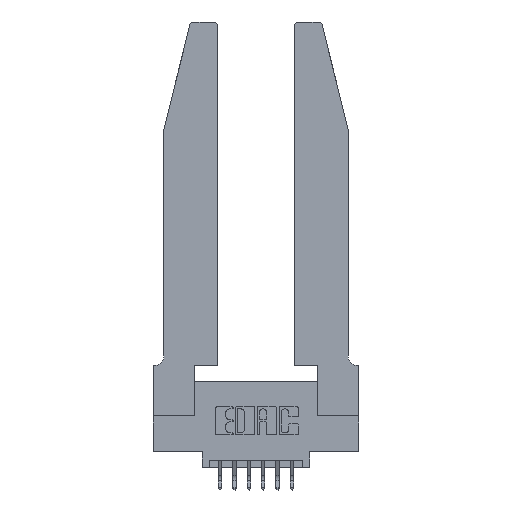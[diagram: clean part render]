
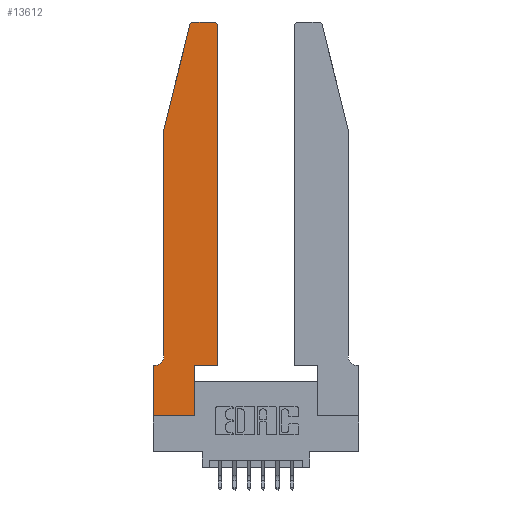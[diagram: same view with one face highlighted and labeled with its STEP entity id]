
A CAD part, top view. The second image highlights one B-rep face of the part: STEP entity #13612.
In plain terms, the highlighted planar face has unit normal (0, 0, 1).
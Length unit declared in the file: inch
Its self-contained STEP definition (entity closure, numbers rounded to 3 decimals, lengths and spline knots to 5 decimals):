
#44 = DIRECTION ( 'NONE',  ( 0., 1., 0. ) ) ;
#231 = VERTEX_POINT ( 'NONE', #6079 ) ;
#585 = DIRECTION ( 'NONE',  ( -1., 0., 0. ) ) ;
#796 = CARTESIAN_POINT ( 'NONE',  ( 0.2865, 0., 0.37 ) ) ;
#839 = VERTEX_POINT ( 'NONE', #14398 ) ;
#1148 = VERTEX_POINT ( 'NONE', #2527 ) ;
#1305 = ORIENTED_EDGE ( 'NONE', *, *, #2846, .T. ) ;
#1483 = DIRECTION ( 'NONE',  ( 0., 1., 0. ) ) ;
#1557 = EDGE_CURVE ( 'NONE', #6737, #4702, #8743, .T. ) ;
#1666 = LINE ( 'NONE', #7068, #12979 ) ;
#1694 = DIRECTION ( 'NONE',  ( 0., -1., 0. ) ) ;
#1696 = CARTESIAN_POINT ( 'NONE',  ( 0.4205, 2.72, 0.37 ) ) ;
#1797 = CARTESIAN_POINT ( 'NONE',  ( 0.4505, 2.72, 0.37 ) ) ;
#1930 = CARTESIAN_POINT ( 'NONE',  ( 0.4505, 0.35, 0.37 ) ) ;
#2117 = ORIENTED_EDGE ( 'NONE', *, *, #10609, .T. ) ;
#2527 = CARTESIAN_POINT ( 'NONE',  ( 0.4505, 0.35, 0.37 ) ) ;
#2701 = DIRECTION ( 'NONE',  ( -1., 0., 0. ) ) ;
#2786 = DIRECTION ( 'NONE',  ( 0., 0., 1. ) ) ;
#2843 = AXIS2_PLACEMENT_3D ( 'NONE', #4244, #5370, #11963 ) ;
#2846 = EDGE_CURVE ( 'NONE', #10105, #10864, #3915, .T. ) ;
#3211 = LINE ( 'NONE', #7030, #12058 ) ;
#3261 = DIRECTION ( 'NONE',  ( 1., 0., 0. ) ) ;
#3619 = ORIENTED_EDGE ( 'NONE', *, *, #8361, .T. ) ;
#3915 = CIRCLE ( 'NONE', #6607, 0.03 ) ;
#4051 = EDGE_CURVE ( 'NONE', #10864, #9922, #1666, .T. ) ;
#4244 = CARTESIAN_POINT ( 'NONE',  ( 0., 0.35, 0.37 ) ) ;
#4324 = FACE_OUTER_BOUND ( 'NONE', #7437, .T. ) ;
#4352 = VECTOR ( 'NONE', #1694, 39.37008 ) ;
#4615 = CARTESIAN_POINT ( 'NONE',  ( 0., 0., 0.37 ) ) ;
#4702 = VERTEX_POINT ( 'NONE', #9207 ) ;
#4902 = VECTOR ( 'NONE', #585, 39.37008 ) ;
#4908 = DIRECTION ( 'NONE',  ( 0., 0., -1. ) ) ;
#4971 = ORIENTED_EDGE ( 'NONE', *, *, #13923, .T. ) ;
#5036 = CARTESIAN_POINT ( 'NONE',  ( 0.284, 2.75, 0.37 ) ) ;
#5308 = ORIENTED_EDGE ( 'NONE', *, *, #1557, .T. ) ;
#5370 = DIRECTION ( 'NONE',  ( 0., 0., 1. ) ) ;
#5582 = VERTEX_POINT ( 'NONE', #11031 ) ;
#5822 = VERTEX_POINT ( 'NONE', #5855 ) ;
#5855 = CARTESIAN_POINT ( 'NONE',  ( 0.0055, 0.35, 0.37 ) ) ;
#5869 = LINE ( 'NONE', #13592, #13880 ) ;
#6079 = CARTESIAN_POINT ( 'NONE',  ( 0.0755, 2., 0.37 ) ) ;
#6444 = ORIENTED_EDGE ( 'NONE', *, *, #8975, .T. ) ;
#6607 = AXIS2_PLACEMENT_3D ( 'NONE', #1696, #2786, #9668 ) ;
#6737 = VERTEX_POINT ( 'NONE', #796 ) ;
#6778 = LINE ( 'NONE', #8203, #11348 ) ;
#6850 = EDGE_CURVE ( 'NONE', #1148, #10105, #5869, .T. ) ;
#6858 = LINE ( 'NONE', #1930, #14682 ) ;
#7030 = CARTESIAN_POINT ( 'NONE',  ( 0.0755, 2., 0.37 ) ) ;
#7068 = CARTESIAN_POINT ( 'NONE',  ( 0.2605, 2.75, 0.37 ) ) ;
#7075 = CARTESIAN_POINT ( 'NONE',  ( 0.2865, 0.35, 0.37 ) ) ;
#7175 = DIRECTION ( 'NONE',  ( -1., 0., 0. ) ) ;
#7221 = EDGE_CURVE ( 'NONE', #839, #231, #6778, .T. ) ;
#7437 = EDGE_LOOP ( 'NONE', ( #8282, #3619, #7443, #11926, #4971, #10926, #2117, #6444, #5308, #8473, #12601, #1305 ) ) ;
#7443 = ORIENTED_EDGE ( 'NONE', *, *, #7221, .T. ) ;
#7829 = EDGE_CURVE ( 'NONE', #231, #8013, #3211, .T. ) ;
#8013 = VERTEX_POINT ( 'NONE', #14270 ) ;
#8096 = CARTESIAN_POINT ( 'NONE',  ( 0.0055, 0.42, 0.37 ) ) ;
#8203 = CARTESIAN_POINT ( 'NONE',  ( 0.0755, 2., 0.37 ) ) ;
#8282 = ORIENTED_EDGE ( 'NONE', *, *, #4051, .T. ) ;
#8361 = EDGE_CURVE ( 'NONE', #9922, #839, #10278, .T. ) ;
#8457 = LINE ( 'NONE', #4615, #9357 ) ;
#8473 = ORIENTED_EDGE ( 'NONE', *, *, #10161, .T. ) ;
#8722 = DIRECTION ( 'NONE',  ( 1., 0., 0. ) ) ;
#8743 = LINE ( 'NONE', #7075, #13735 ) ;
#8805 = CIRCLE ( 'NONE', #9082, 0.07 ) ;
#8975 = EDGE_CURVE ( 'NONE', #11626, #6737, #8457, .T. ) ;
#9082 = AXIS2_PLACEMENT_3D ( 'NONE', #8096, #4908, #2701 ) ;
#9207 = CARTESIAN_POINT ( 'NONE',  ( 0.2865, 0.35, 0.37 ) ) ;
#9346 = CARTESIAN_POINT ( 'NONE',  ( 0., 0., 0.37 ) ) ;
#9357 = VECTOR ( 'NONE', #10807, 39.37008 ) ;
#9418 = DIRECTION ( 'NONE',  ( -0.239, -0.971, 0. ) ) ;
#9668 = DIRECTION ( 'NONE',  ( 1., 0., 0. ) ) ;
#9922 = VERTEX_POINT ( 'NONE', #5036 ) ;
#10105 = VERTEX_POINT ( 'NONE', #1797 ) ;
#10161 = EDGE_CURVE ( 'NONE', #4702, #1148, #6858, .T. ) ;
#10211 = LINE ( 'NONE', #10905, #4352 ) ;
#10278 = CIRCLE ( 'NONE', #11566, 0.03 ) ;
#10609 = EDGE_CURVE ( 'NONE', #5582, #11626, #10211, .T. ) ;
#10749 = CARTESIAN_POINT ( 'NONE',  ( 0.4205, 2.75, 0.37 ) ) ;
#10807 = DIRECTION ( 'NONE',  ( 1., 0., 0. ) ) ;
#10864 = VERTEX_POINT ( 'NONE', #10749 ) ;
#10905 = CARTESIAN_POINT ( 'NONE',  ( 0., 0., 0.37 ) ) ;
#10926 = ORIENTED_EDGE ( 'NONE', *, *, #13558, .T. ) ;
#11031 = CARTESIAN_POINT ( 'NONE',  ( 0., 0.35, 0.37 ) ) ;
#11348 = VECTOR ( 'NONE', #9418, 39.37008 ) ;
#11566 = AXIS2_PLACEMENT_3D ( 'NONE', #14237, #13265, #8722 ) ;
#11622 = DIRECTION ( 'NONE',  ( 0., -1., 0. ) ) ;
#11626 = VERTEX_POINT ( 'NONE', #9346 ) ;
#11855 = CARTESIAN_POINT ( 'NONE',  ( 0.0755, 0.35, 0.37 ) ) ;
#11926 = ORIENTED_EDGE ( 'NONE', *, *, #7829, .T. ) ;
#11963 = DIRECTION ( 'NONE',  ( 1., 0., 0. ) ) ;
#12058 = VECTOR ( 'NONE', #11622, 39.37008 ) ;
#12118 = PLANE ( 'NONE',  #2843 ) ;
#12601 = ORIENTED_EDGE ( 'NONE', *, *, #6850, .T. ) ;
#12979 = VECTOR ( 'NONE', #7175, 39.37008 ) ;
#13265 = DIRECTION ( 'NONE',  ( 0., 0., 1. ) ) ;
#13416 = LINE ( 'NONE', #11855, #4902 ) ;
#13558 = EDGE_CURVE ( 'NONE', #5822, #5582, #13416, .T. ) ;
#13592 = CARTESIAN_POINT ( 'NONE',  ( 0.4505, 0.35, 0.37 ) ) ;
#13612 = ADVANCED_FACE ( 'NONE', ( #4324 ), #12118, .T. ) ;
#13735 = VECTOR ( 'NONE', #1483, 39.37008 ) ;
#13880 = VECTOR ( 'NONE', #44, 39.37008 ) ;
#13923 = EDGE_CURVE ( 'NONE', #8013, #5822, #8805, .T. ) ;
#14237 = CARTESIAN_POINT ( 'NONE',  ( 0.284, 2.72, 0.37 ) ) ;
#14270 = CARTESIAN_POINT ( 'NONE',  ( 0.0755, 0.42, 0.37 ) ) ;
#14398 = CARTESIAN_POINT ( 'NONE',  ( 0.25487, 2.72718, 0.37 ) ) ;
#14682 = VECTOR ( 'NONE', #3261, 39.37008 ) ;
